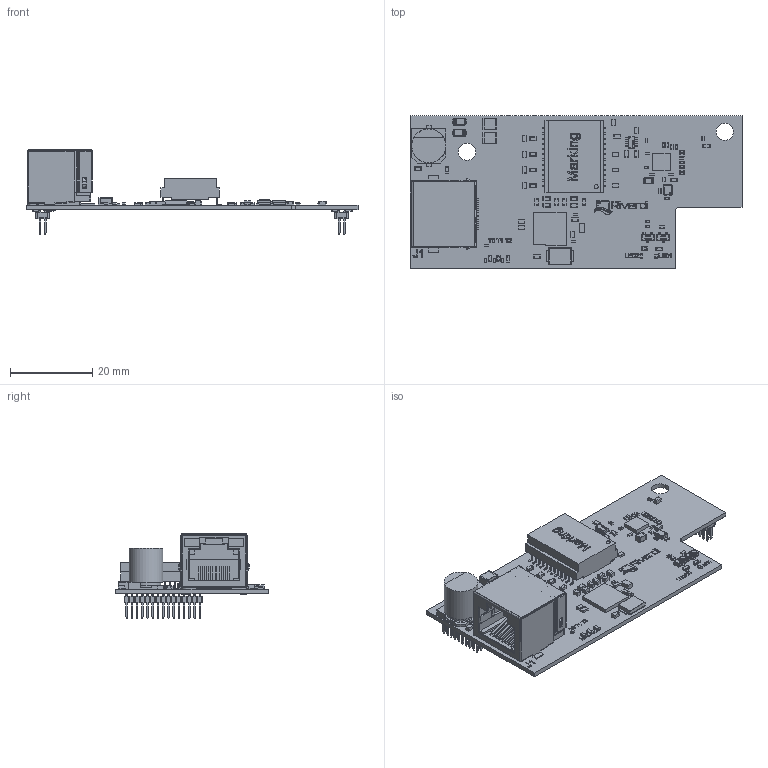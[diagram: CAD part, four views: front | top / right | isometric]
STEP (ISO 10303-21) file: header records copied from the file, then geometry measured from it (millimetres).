
FILE_DESCRIPTION(/* description */ ('Open CASCADE Model'),/* implementation_level */ '2;1');
FILE_NAME(/* name */ '3D_LAN_ADDON_Rev.0.1.stp',/* time_stamp */ '2023-06-05T10:57:23+02:00',/* author */ ('Mateusz Natywa'),/* organization */ ('Open CASCADE'),/* preprocessor_version */ 'ST-DEVELOPER v17',/* originating_system */ 'Autodesk Inventor 2019',/* authorisation */ 'Unknown');
FILE_SCHEMA (('AUTOMOTIVE_DESIGN { 1 0 10303 214 3 1 1 }'));
Products named in the file (1): LAN_Addon
Bounding box: 80.64 x 37.08 x 20.48 mm (x, y, z)
Volume: 5473.1 mm3; surface area: 14318.7 mm2
Topology: 353 solids, 1044 shells, 6845 faces, 18774 edges, 13088 vertices
Faces by surface type: plane 4879, cylinder 1051, bspline 614, sphere 282, torus 19
Full cylindrical faces by diameter (mm): 0.4 x1, 1 x1, 3.2 x2, 4.2 x2, 7.219 x1, 8.25 x2
Entity records: 239386 total; most frequent: CARTESIAN_POINT 68623, ORIENTED_EDGE 33144, DIRECTION 32025, EDGE_CURVE 18499, LINE 14543, VECTOR 14543, VERTEX_POINT 13088, AXIS2_PLACEMENT_3D 8741
